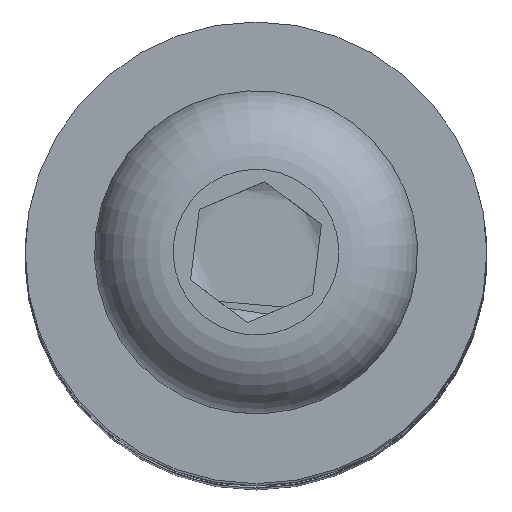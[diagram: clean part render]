
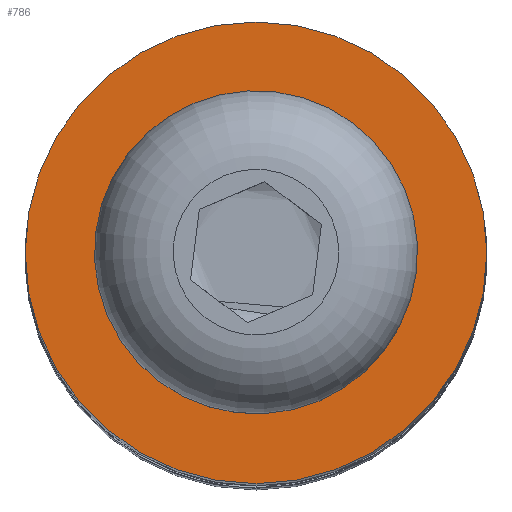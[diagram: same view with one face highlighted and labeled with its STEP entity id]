
A CAD part, top view. The second image highlights one B-rep face of the part: STEP entity #786.
In plain terms, the highlighted planar face has unit normal (0, 0, 1).
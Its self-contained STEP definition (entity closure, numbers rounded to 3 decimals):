
#78=FACE_BOUND('',#177,.T.);
#89=PLANE('',#950);
#130=FACE_OUTER_BOUND('',#176,.T.);
#176=EDGE_LOOP('',(#574));
#177=EDGE_LOOP('',(#575));
#335=CIRCLE('',#944,4.);
#340=CIRCLE('',#951,7.5);
#378=VERTEX_POINT('',#1311);
#383=VERTEX_POINT('',#1325);
#455=EDGE_CURVE('',#378,#378,#335,.T.);
#462=EDGE_CURVE('',#383,#383,#340,.T.);
#574=ORIENTED_EDGE('',*,*,#462,.T.);
#575=ORIENTED_EDGE('',*,*,#455,.F.);
#786=ADVANCED_FACE('',(#130,#78),#89,.T.);
#944=AXIS2_PLACEMENT_3D('',#1312,#1054,#1055);
#950=AXIS2_PLACEMENT_3D('',#1324,#1068,#1069);
#951=AXIS2_PLACEMENT_3D('',#1326,#1070,#1071);
#1054=DIRECTION('center_axis',(0.,0.,1.));
#1055=DIRECTION('ref_axis',(0.,1.,0.));
#1068=DIRECTION('center_axis',(0.,0.,1.));
#1069=DIRECTION('ref_axis',(1.,0.,0.));
#1070=DIRECTION('center_axis',(0.,0.,1.));
#1071=DIRECTION('ref_axis',(-1.,0.,0.));
#1311=CARTESIAN_POINT('',(0.,-4.,20.));
#1312=CARTESIAN_POINT('Origin',(0.,0.,20.));
#1324=CARTESIAN_POINT('Origin',(0.,0.,
20.));
#1325=CARTESIAN_POINT('',(7.5,0.,20.));
#1326=CARTESIAN_POINT('Origin',(0.,0.,20.));
